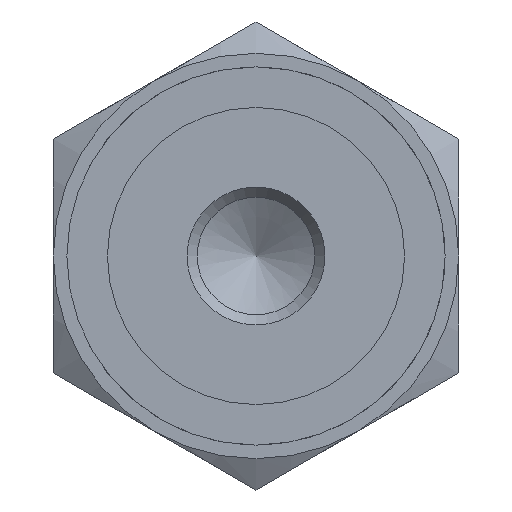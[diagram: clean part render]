
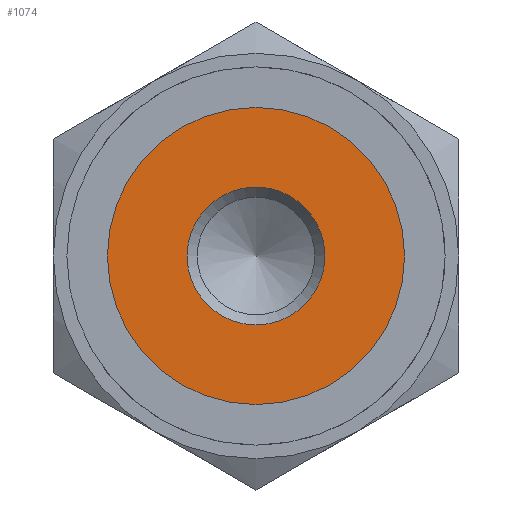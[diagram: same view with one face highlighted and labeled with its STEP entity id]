
A CAD part, front view. The second image highlights one B-rep face of the part: STEP entity #1074.
In plain terms, the highlighted planar face has unit normal (0, -1, 0).
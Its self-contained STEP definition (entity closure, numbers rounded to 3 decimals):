
#255=ORIENTED_EDGE('',*,*,#519,.T.);
#256=ORIENTED_EDGE('',*,*,#520,.F.);
#519=EDGE_CURVE('',#655,#655,#745,.T.);
#520=EDGE_CURVE('',#656,#656,#746,.T.);
#655=VERTEX_POINT('',#1745);
#656=VERTEX_POINT('',#1747);
#745=CIRCLE('',#1225,5.1);
#746=CIRCLE('',#1226,11.);
#815=EDGE_LOOP('',(#255));
#816=EDGE_LOOP('',(#256));
#929=FACE_BOUND('',#815,.T.);
#930=FACE_BOUND('',#816,.T.);
#1034=PLANE('',#1224);
#1074=ADVANCED_FACE('',(#929,#930),#1034,.T.);
#1224=AXIS2_PLACEMENT_3D('',#1743,#1425,#1426);
#1225=AXIS2_PLACEMENT_3D('',#1744,#1427,#1428);
#1226=AXIS2_PLACEMENT_3D('',#1746,#1429,#1430);
#1425=DIRECTION('',(0.,-1.,0.));
#1426=DIRECTION('',(0.,0.,-1.));
#1427=DIRECTION('',(0.,1.,0.));
#1428=DIRECTION('',(1.,0.,0.));
#1429=DIRECTION('',(0.,1.,0.));
#1430=DIRECTION('',(-1.,0.,0.));
#1743=CARTESIAN_POINT('',(-5.5,0.,0.));
#1744=CARTESIAN_POINT('',(0.,0.,0.));
#1745=CARTESIAN_POINT('',(5.1,0.,0.));
#1746=CARTESIAN_POINT('',(0.,0.,0.));
#1747=CARTESIAN_POINT('',(-11.,0.,0.));
